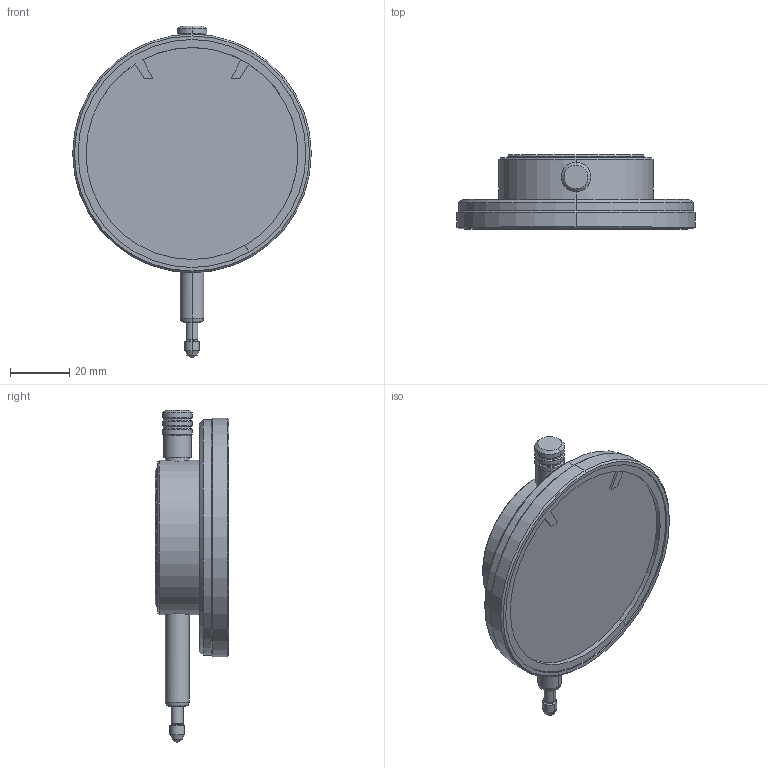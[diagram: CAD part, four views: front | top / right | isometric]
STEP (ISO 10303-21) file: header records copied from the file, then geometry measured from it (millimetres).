
FILE_DESCRIPTION(('STEP AP214'),'1');
FILE_NAME('FM1000-80T.STP','2016-07-13T05:59:08',(' '),(' '),'Spatial InterOp 3D',' ',' ');
FILE_SCHEMA(('automotive_design'));
Length unit declared in the file: millimetre
Products named in the file (1): FM1000/80-T
Bounding box: 80.5 x 24.95 x 111.99 mm (x, y, z)
Volume: 75357 mm3; surface area: 16777.5 mm2
Topology: 1 solids, 1 shells, 123 faces, 279 edges, 171 vertices
Faces by surface type: cylinder 45, plane 43, cone 34, sphere 1
Entity records: 4577 total; most frequent: CARTESIAN_POINT 708, DIRECTION 654, ORIENTED_EDGE 558, EDGE_CURVE 279, AXIS2_PLACEMENT_3D 257, VERTEX_POINT 171, LINE 140, VECTOR 140
